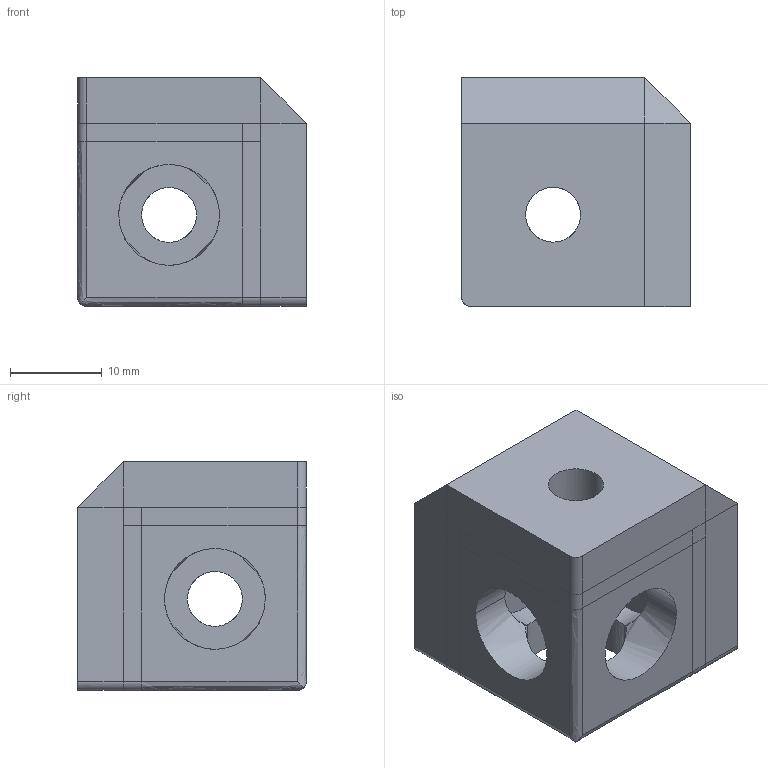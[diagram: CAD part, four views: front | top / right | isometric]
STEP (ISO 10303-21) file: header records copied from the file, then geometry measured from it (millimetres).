
FILE_DESCRIPTION(/* description */ (''),/* implementation_level */ '2;1');
FILE_NAME(/* name */ 'COINEX~1',/* time_stamp */ '2016-10-05T14:35:44+02:00',/* author */ (''),/* organization */ (''),/* preprocessor_version */ 'ST-DEVELOPER v15',/* originating_system */ '',/* authorisation */ '');
FILE_SCHEMA (('AUTOMOTIVE_DESIGN'));
Length unit declared in the file: millimetre
Products named in the file (1): Document
Bounding box: 25 x 25 x 25 mm (x, y, z)
Volume: 10906.2 mm3; surface area: 4517.1 mm2
Topology: 1 solids, 1 shells, 64 faces, 146 edges, 83 vertices
Faces by surface type: plane 36, bspline 28
Entity records: 1885 total; most frequent: CARTESIAN_POINT 877, ORIENTED_EDGE 310, EDGE_CURVE 155, B_SPLINE_CURVE_WITH_KNOTS 107, VERTEX_POINT 92, EDGE_LOOP 73, ADVANCED_FACE 64, FACE_OUTER_BOUND 64
